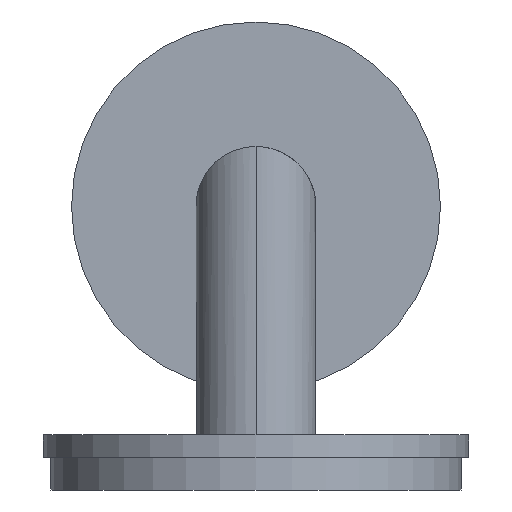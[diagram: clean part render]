
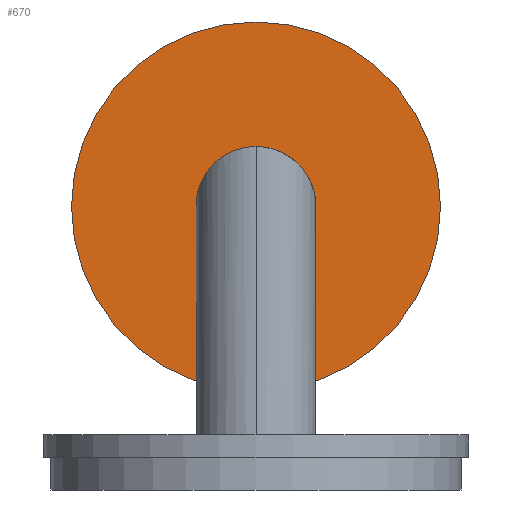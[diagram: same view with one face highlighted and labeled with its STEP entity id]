
A CAD part, front view. The second image highlights one B-rep face of the part: STEP entity #670.
In plain terms, the highlighted planar face has unit normal (0, -1, 0).
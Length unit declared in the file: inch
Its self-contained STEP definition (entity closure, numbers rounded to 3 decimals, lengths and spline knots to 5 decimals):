
#144=CARTESIAN_POINT('',(0.,1.963,2.42));
#145=DIRECTION('',(0.,-1.,0.));
#146=DIRECTION('',(0.,0.,1.));
#147=AXIS2_PLACEMENT_3D('',#144,#145,#146);
#153=CARTESIAN_POINT('',(0.,1.963,2.42));
#154=DIRECTION('',(0.,1.,0.));
#155=DIRECTION('',(-1.,0.,0.));
#156=AXIS2_PLACEMENT_3D('',#153,#154,#155);
#162=CARTESIAN_POINT('',(0.,1.963,2.42));
#163=DIRECTION('',(0.,1.,0.));
#164=DIRECTION('',(1.,0.,0.));
#165=AXIS2_PLACEMENT_3D('',#162,#163,#164);
#397=CARTESIAN_POINT('',(0.,1.963,2.42));
#398=DIRECTION('',(0.,-1.,0.));
#399=DIRECTION('',(0.,0.,-1.));
#400=AXIS2_PLACEMENT_3D('',#397,#398,#399);
#466=CARTESIAN_POINT('',(-1.575,1.963,2.42));
#467=CARTESIAN_POINT('',(1.575,1.963,2.42));
#468=VERTEX_POINT('',#466);
#469=VERTEX_POINT('',#467);
#486=CARTESIAN_POINT('',(0.,1.963,1.908));
#487=CARTESIAN_POINT('',(0.,1.963,2.932));
#488=VERTEX_POINT('',#486);
#489=VERTEX_POINT('',#487);
#654=CARTESIAN_POINT('',(0.,1.963,2.42));
#655=DIRECTION('',(0.,1.,0.));
#656=DIRECTION('',(-1.,0.,0.));
#657=AXIS2_PLACEMENT_3D('',#654,#655,#656);
#658=PLANE('',#657);
#660=ORIENTED_EDGE('',*,*,#659,.T.);
#662=ORIENTED_EDGE('',*,*,#661,.T.);
#663=EDGE_LOOP('',(#660,#662));
#664=FACE_OUTER_BOUND('',#663,.F.);
#666=ORIENTED_EDGE('',*,*,#665,.T.);
#667=ORIENTED_EDGE('',*,*,#643,.T.);
#668=EDGE_LOOP('',(#666,#667));
#669=FACE_BOUND('',#668,.F.);
#670=ADVANCED_FACE('',(#664,#669),#658,.F.);
#148=CIRCLE('',#147,0.512);
#157=CIRCLE('',#156,1.575);
#166=CIRCLE('',#165,1.575);
#401=CIRCLE('',#400,0.512);
#643=EDGE_CURVE('',#489,#488,#148,.T.);
#659=EDGE_CURVE('',#468,#469,#157,.T.);
#661=EDGE_CURVE('',#469,#468,#166,.T.);
#665=EDGE_CURVE('',#488,#489,#401,.T.);
